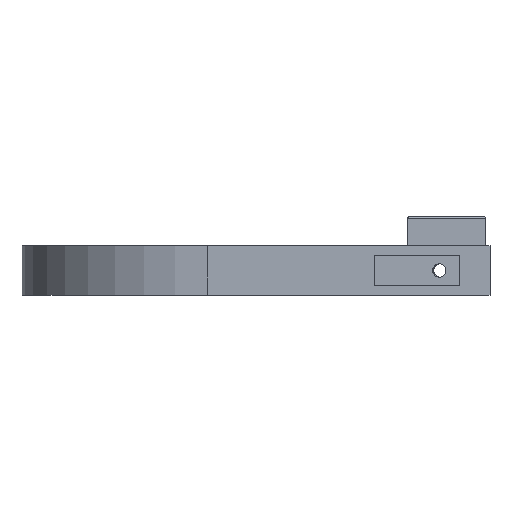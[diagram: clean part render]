
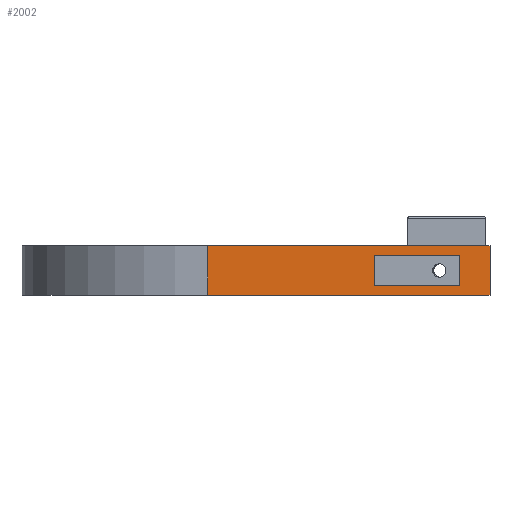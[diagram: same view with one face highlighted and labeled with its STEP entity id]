
A CAD part, front view. The second image highlights one B-rep face of the part: STEP entity #2002.
In plain terms, the highlighted planar face has unit normal (0, -1, 0).
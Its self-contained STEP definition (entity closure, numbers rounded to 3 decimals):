
#76 = VECTOR ( 'NONE', #1295, 1000. ) ;
#100 = DIRECTION ( 'NONE',  ( -1., 0., 0. ) ) ;
#213 = LINE ( 'NONE', #370, #1737 ) ;
#218 = VECTOR ( 'NONE', #1394, 1000. ) ;
#274 = CARTESIAN_POINT ( 'NONE',  ( 0., -45., 0. ) ) ;
#305 = LINE ( 'NONE', #2745, #1283 ) ;
#370 = CARTESIAN_POINT ( 'NONE',  ( 68.5, -45., 12. ) ) ;
#386 = DIRECTION ( 'NONE',  ( 0., 0., 1. ) ) ;
#393 = ORIENTED_EDGE ( 'NONE', *, *, #903, .T. ) ;
#472 = EDGE_CURVE ( 'NONE', #673, #2538, #213, .T. ) ;
#483 = CARTESIAN_POINT ( 'NONE',  ( 0., -45., 12. ) ) ;
#504 = EDGE_CURVE ( 'NONE', #677, #2538, #1228, .T. ) ;
#673 = VERTEX_POINT ( 'NONE', #3192 ) ;
#676 = DIRECTION ( 'NONE',  ( 0., 1., 0. ) ) ;
#677 = VERTEX_POINT ( 'NONE', #274 ) ;
#702 = CARTESIAN_POINT ( 'NONE',  ( 61.2, -45., 9.7 ) ) ;
#717 = PLANE ( 'NONE',  #894 ) ;
#790 = VECTOR ( 'NONE', #1325, 1000. ) ;
#845 = VERTEX_POINT ( 'NONE', #2958 ) ;
#894 = AXIS2_PLACEMENT_3D ( 'NONE', #2397, #676, #386 ) ;
#903 = EDGE_CURVE ( 'NONE', #845, #677, #1538, .T. ) ;
#950 = DIRECTION ( 'NONE',  ( 0., 0., -1. ) ) ;
#966 = CARTESIAN_POINT ( 'NONE',  ( 61.2, -45., 2.3 ) ) ;
#983 = EDGE_CURVE ( 'NONE', #1563, #1874, #3116, .T. ) ;
#1019 = DIRECTION ( 'NONE',  ( 1., 0., 0. ) ) ;
#1052 = EDGE_CURVE ( 'NONE', #845, #673, #1535, .T. ) ;
#1146 = LINE ( 'NONE', #3666, #218 ) ;
#1216 = DIRECTION ( 'NONE',  ( 1., 0., 0. ) ) ;
#1228 = LINE ( 'NONE', #2683, #3064 ) ;
#1283 = VECTOR ( 'NONE', #1019, 1000. ) ;
#1295 = DIRECTION ( 'NONE',  ( 0., 0., -1. ) ) ;
#1325 = DIRECTION ( 'NONE',  ( 1., 0., 0. ) ) ;
#1394 = DIRECTION ( 'NONE',  ( 0., 0., 1. ) ) ;
#1483 = ORIENTED_EDGE ( 'NONE', *, *, #1739, .F. ) ;
#1535 = LINE ( 'NONE', #483, #790 ) ;
#1538 = LINE ( 'NONE', #2706, #2187 ) ;
#1563 = VERTEX_POINT ( 'NONE', #3240 ) ;
#1591 = EDGE_LOOP ( 'NONE', ( #1954, #1868, #2365, #393 ) ) ;
#1599 = CARTESIAN_POINT ( 'NONE',  ( 40.5, -45., 9.7 ) ) ;
#1616 = ORIENTED_EDGE ( 'NONE', *, *, #983, .F. ) ;
#1703 = ORIENTED_EDGE ( 'NONE', *, *, #2049, .F. ) ;
#1737 = VECTOR ( 'NONE', #950, 1000. ) ;
#1739 = EDGE_CURVE ( 'NONE', #1874, #3640, #305, .T. ) ;
#1781 = VECTOR ( 'NONE', #100, 1000. ) ;
#1786 = EDGE_CURVE ( 'NONE', #3640, #2829, #1146, .T. ) ;
#1812 = CARTESIAN_POINT ( 'NONE',  ( 68.5, -45., 0. ) ) ;
#1868 = ORIENTED_EDGE ( 'NONE', *, *, #472, .F. ) ;
#1874 = VERTEX_POINT ( 'NONE', #3121 ) ;
#1909 = ORIENTED_EDGE ( 'NONE', *, *, #1786, .F. ) ;
#1954 = ORIENTED_EDGE ( 'NONE', *, *, #504, .T. ) ;
#1971 = LINE ( 'NONE', #702, #1781 ) ;
#2002 = ADVANCED_FACE ( 'NONE', ( #2339, #3124 ), #717, .F. ) ;
#2049 = EDGE_CURVE ( 'NONE', #2829, #1563, #1971, .T. ) ;
#2187 = VECTOR ( 'NONE', #2663, 1000. ) ;
#2339 = FACE_BOUND ( 'NONE', #3402, .T. ) ;
#2365 = ORIENTED_EDGE ( 'NONE', *, *, #1052, .F. ) ;
#2397 = CARTESIAN_POINT ( 'NONE',  ( 0., -45., 12. ) ) ;
#2538 = VERTEX_POINT ( 'NONE', #1812 ) ;
#2663 = DIRECTION ( 'NONE',  ( 0., 0., -1. ) ) ;
#2683 = CARTESIAN_POINT ( 'NONE',  ( 0., -45., 0. ) ) ;
#2706 = CARTESIAN_POINT ( 'NONE',  ( 0., -45., 12. ) ) ;
#2745 = CARTESIAN_POINT ( 'NONE',  ( 61.2, -45., 2.3 ) ) ;
#2829 = VERTEX_POINT ( 'NONE', #3112 ) ;
#2958 = CARTESIAN_POINT ( 'NONE',  ( 0., -45., 12. ) ) ;
#3064 = VECTOR ( 'NONE', #1216, 1000. ) ;
#3112 = CARTESIAN_POINT ( 'NONE',  ( 61.2, -45., 9.7 ) ) ;
#3116 = LINE ( 'NONE', #1599, #76 ) ;
#3121 = CARTESIAN_POINT ( 'NONE',  ( 40.5, -45., 2.3 ) ) ;
#3124 = FACE_OUTER_BOUND ( 'NONE', #1591, .T. ) ;
#3192 = CARTESIAN_POINT ( 'NONE',  ( 68.5, -45., 12. ) ) ;
#3240 = CARTESIAN_POINT ( 'NONE',  ( 40.5, -45., 9.7 ) ) ;
#3402 = EDGE_LOOP ( 'NONE', ( #1703, #1909, #1483, #1616 ) ) ;
#3640 = VERTEX_POINT ( 'NONE', #966 ) ;
#3666 = CARTESIAN_POINT ( 'NONE',  ( 61.2, -45., 9.7 ) ) ;
